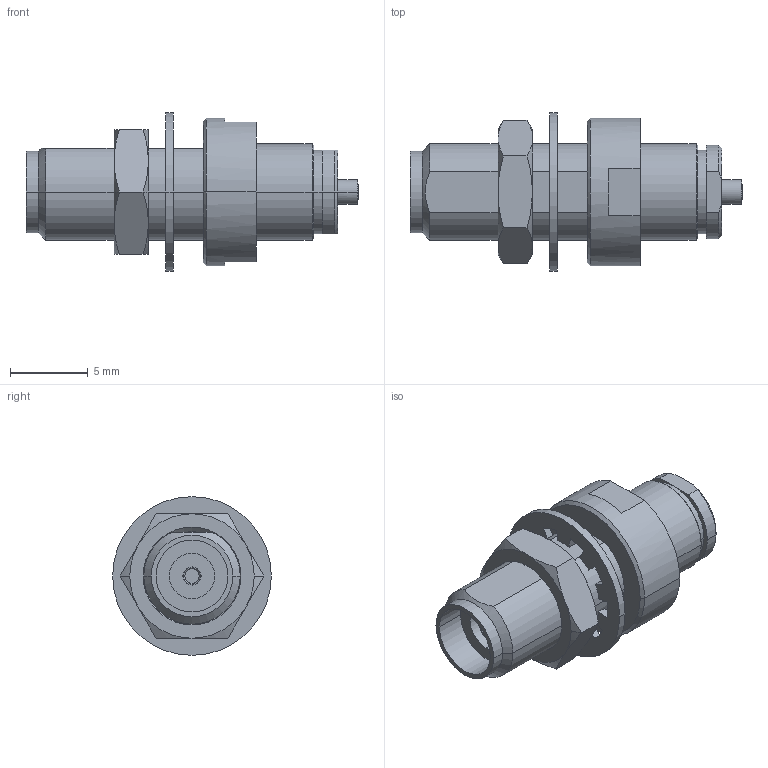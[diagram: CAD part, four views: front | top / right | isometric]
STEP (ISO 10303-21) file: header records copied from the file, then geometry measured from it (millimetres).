
FILE_DESCRIPTION (( 'STEP AP214' ), '1' );
FILE_NAME ('FMCN51266_3D.step', '2024-08-09T16:46:40', ( '' ), ( '' ), 'SwSTEP 2.0', 'SolidWorks 2022', '' );
FILE_SCHEMA (( 'AUTOMOTIVE_DESIGN' ));
Length unit declared in the file: inch
Products named in the file (5): SMA8500S-5^k8205s-0034(2)_FMCN51266; SMA8500S-4^k8205s-0034(2)_FMCN51266; K8205S-0034^k8205s-0034(2)_FMCN51266; k8205s-0034(2)^FMCN51266; FMCN51266_3D
Assembly tree (4 placements, depth 3):
  FMCN51266_3D
    k8205s-0034(2)^FMCN51266
      K8205S-0034^k8205s-0034(2)_FMCN51266
      SMA8500S-4^k8205s-0034(2)_FMCN51266
      SMA8500S-5^k8205s-0034(2)_FMCN51266
Bounding box: 21.35 x 10.2 x 10.2 mm (x, y, z)
Volume: 754.8 mm3; surface area: 905 mm2
Topology: 3 solids, 3 shells, 148 faces, 368 edges, 234 vertices
Faces by surface type: plane 57, cylinder 52, cone 23, sphere 16
Entity records: 4698 total; most frequent: DIRECTION 848, CARTESIAN_POINT 827, ORIENTED_EDGE 738, EDGE_CURVE 369, AXIS2_PLACEMENT_3D 338, VERTEX_POINT 235, CIRCLE 182, VECTOR 172
